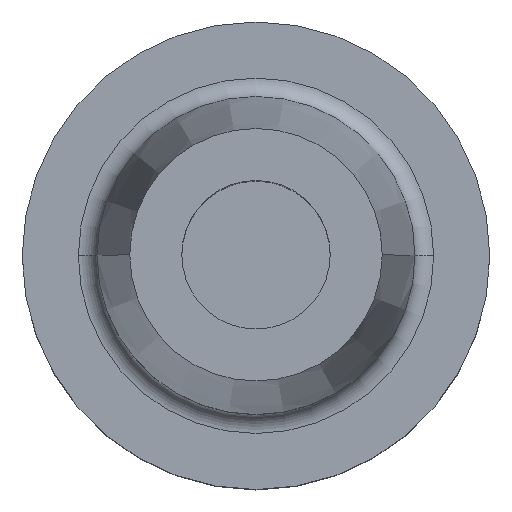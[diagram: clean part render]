
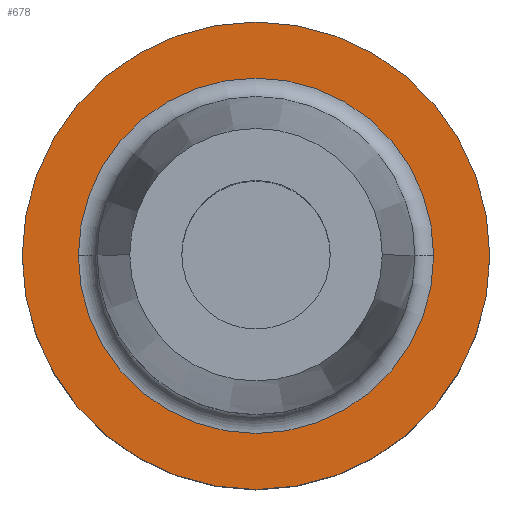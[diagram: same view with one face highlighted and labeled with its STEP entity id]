
A CAD part, top view. The second image highlights one B-rep face of the part: STEP entity #678.
In plain terms, the highlighted planar face has unit normal (0, 0, 1).
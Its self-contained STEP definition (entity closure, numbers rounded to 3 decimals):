
#9 = ORIENTED_EDGE ( 'NONE', *, *, #176, .T. ) ;
#10 = CARTESIAN_POINT ( 'NONE',  ( 0., 0., 26. ) ) ;
#14 = DIRECTION ( 'NONE',  ( 0., 0., 1. ) ) ;
#21 = CARTESIAN_POINT ( 'NONE',  ( 0., 0., 26. ) ) ;
#30 = VERTEX_POINT ( 'NONE', #765 ) ;
#32 = VERTEX_POINT ( 'NONE', #937 ) ;
#60 = CARTESIAN_POINT ( 'NONE',  ( 0., 0., 26. ) ) ;
#77 = ORIENTED_EDGE ( 'NONE', *, *, #350, .T. ) ;
#112 = VERTEX_POINT ( 'NONE', #1201 ) ;
#134 = DIRECTION ( 'NONE',  ( -1., 0., 0. ) ) ;
#173 = DIRECTION ( 'NONE',  ( 0., 0., 1. ) ) ;
#176 = EDGE_CURVE ( 'NONE', #112, #30, #680, .T. ) ;
#220 = DIRECTION ( 'NONE',  ( 0., 0., -1. ) ) ;
#259 = CARTESIAN_POINT ( 'NONE',  ( 0., 25., 26. ) ) ;
#330 = EDGE_LOOP ( 'NONE', ( #9, #498 ) ) ;
#350 = EDGE_CURVE ( 'NONE', #32, #789, #1205, .T. ) ;
#358 = DIRECTION ( 'NONE',  ( 0., 0., -1. ) ) ;
#387 = AXIS2_PLACEMENT_3D ( 'NONE', #259, #358, #900 ) ;
#467 = FACE_BOUND ( 'NONE', #518, .T. ) ;
#498 = ORIENTED_EDGE ( 'NONE', *, *, #605, .T. ) ;
#507 = PLANE ( 'NONE',  #387 ) ;
#518 = EDGE_LOOP ( 'NONE', ( #77, #689 ) ) ;
#583 = AXIS2_PLACEMENT_3D ( 'NONE', #695, #691, #134 ) ;
#589 = DIRECTION ( 'NONE',  ( -1., 0., 0. ) ) ;
#605 = EDGE_CURVE ( 'NONE', #30, #112, #787, .T. ) ;
#668 = AXIS2_PLACEMENT_3D ( 'NONE', #60, #14, #817 ) ;
#678 = ADVANCED_FACE ( 'NONE', ( #467, #942 ), #507, .F. ) ;
#680 = CIRCLE ( 'NONE', #668, 25. ) ;
#689 = ORIENTED_EDGE ( 'NONE', *, *, #733, .T. ) ;
#691 = DIRECTION ( 'NONE',  ( 0., 0., -1. ) ) ;
#695 = CARTESIAN_POINT ( 'NONE',  ( 0., 0., 26. ) ) ;
#733 = EDGE_CURVE ( 'NONE', #789, #32, #1139, .T. ) ;
#748 = DIRECTION ( 'NONE',  ( 1., 0., 0. ) ) ;
#765 = CARTESIAN_POINT ( 'NONE',  ( -25., 0., 26. ) ) ;
#787 = CIRCLE ( 'NONE', #983, 25. ) ;
#789 = VERTEX_POINT ( 'NONE', #929 ) ;
#817 = DIRECTION ( 'NONE',  ( 1., 0., 0. ) ) ;
#889 = AXIS2_PLACEMENT_3D ( 'NONE', #21, #220, #589 ) ;
#900 = DIRECTION ( 'NONE',  ( -1., 0., 0. ) ) ;
#929 = CARTESIAN_POINT ( 'NONE',  ( 19., 0., 26. ) ) ;
#937 = CARTESIAN_POINT ( 'NONE',  ( -19., 0., 26. ) ) ;
#942 = FACE_OUTER_BOUND ( 'NONE', #330, .T. ) ;
#983 = AXIS2_PLACEMENT_3D ( 'NONE', #10, #173, #748 ) ;
#1139 = CIRCLE ( 'NONE', #583, 19. ) ;
#1201 = CARTESIAN_POINT ( 'NONE',  ( 25., 0., 26. ) ) ;
#1205 = CIRCLE ( 'NONE', #889, 19. ) ;
